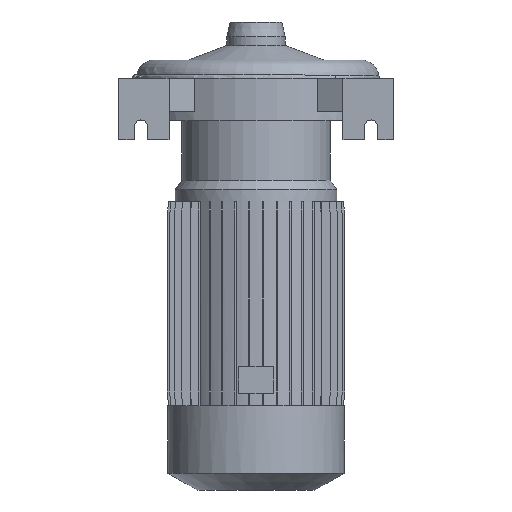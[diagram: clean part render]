
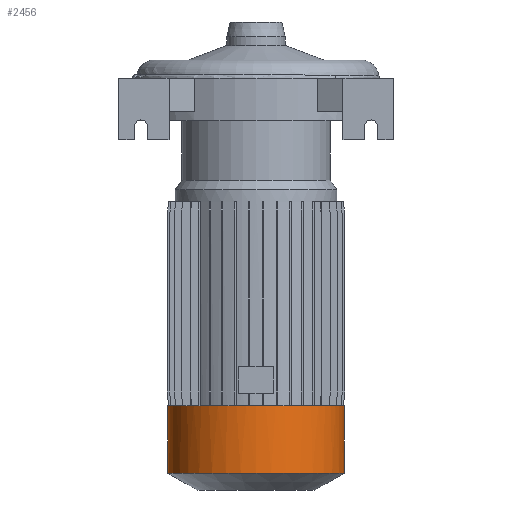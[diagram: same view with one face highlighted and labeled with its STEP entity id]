
A CAD part, front view. The second image highlights one B-rep face of the part: STEP entity #2456.
In plain terms, the highlighted cylindrical face has radius 78.5 mm (diameter 157 mm), a partial arc.
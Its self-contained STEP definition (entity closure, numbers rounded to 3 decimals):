
#3 = DIRECTION ( 'NONE',  ( 0., 0., 1. ) ) ;
#212 = EDGE_LOOP ( 'NONE', ( #437, #6251, #464, #4514 ) ) ;
#277 = DIRECTION ( 'NONE',  ( 0., 0., 1. ) ) ;
#437 = ORIENTED_EDGE ( 'NONE', *, *, #10851, .F. ) ;
#464 = ORIENTED_EDGE ( 'NONE', *, *, #4781, .T. ) ;
#509 = DIRECTION ( 'NONE',  ( 0., 0., 1. ) ) ;
#871 = VERTEX_POINT ( 'NONE', #3221 ) ;
#919 = CARTESIAN_POINT ( 'NONE',  ( 78.5, 0., -352. ) ) ;
#1184 = AXIS2_PLACEMENT_3D ( 'NONE', #10638, #277, #2287 ) ;
#1249 = EDGE_CURVE ( 'NONE', #3179, #871, #4051, .T. ) ;
#2287 = DIRECTION ( 'NONE',  ( 1., 0., 0. ) ) ;
#2391 = DIRECTION ( 'NONE',  ( 1., 0., 0. ) ) ;
#2456 = ADVANCED_FACE ( 'NONE', ( #7003 ), #10810, .T. ) ;
#2521 = VERTEX_POINT ( 'NONE', #919 ) ;
#3179 = VERTEX_POINT ( 'NONE', #10920 ) ;
#3221 = CARTESIAN_POINT ( 'NONE',  ( 78.5, 0., -292. ) ) ;
#4051 = CIRCLE ( 'NONE', #6620, 78.5 ) ;
#4060 = CARTESIAN_POINT ( 'NONE',  ( 78.5, 0., 50. ) ) ;
#4514 = ORIENTED_EDGE ( 'NONE', *, *, #1249, .F. ) ;
#4595 = CARTESIAN_POINT ( 'NONE',  ( 0., 0., -292. ) ) ;
#4781 = EDGE_CURVE ( 'NONE', #2521, #871, #6956, .T. ) ;
#5148 = CARTESIAN_POINT ( 'NONE',  ( 0., 0., 50. ) ) ;
#5747 = VECTOR ( 'NONE', #509, 1000. ) ;
#6189 = EDGE_CURVE ( 'NONE', #10385, #2521, #6487, .T. ) ;
#6251 = ORIENTED_EDGE ( 'NONE', *, *, #6189, .T. ) ;
#6487 = CIRCLE ( 'NONE', #1184, 78.5 ) ;
#6620 = AXIS2_PLACEMENT_3D ( 'NONE', #4595, #3, #8277 ) ;
#6956 = LINE ( 'NONE', #4060, #7632 ) ;
#7003 = FACE_OUTER_BOUND ( 'NONE', #212, .T. ) ;
#7090 = CARTESIAN_POINT ( 'NONE',  ( -78.5, 0., -352. ) ) ;
#7632 = VECTOR ( 'NONE', #8914, 1000. ) ;
#7981 = DIRECTION ( 'NONE',  ( 0., 0., 1. ) ) ;
#8277 = DIRECTION ( 'NONE',  ( 1., 0., 0. ) ) ;
#8914 = DIRECTION ( 'NONE',  ( 0., 0., 1. ) ) ;
#9844 = CARTESIAN_POINT ( 'NONE',  ( -78.5, 0., 50. ) ) ;
#10385 = VERTEX_POINT ( 'NONE', #7090 ) ;
#10638 = CARTESIAN_POINT ( 'NONE',  ( 0., 0., -352. ) ) ;
#10757 = LINE ( 'NONE', #9844, #5747 ) ;
#10810 = CYLINDRICAL_SURFACE ( 'NONE', #11806, 78.5 ) ;
#10851 = EDGE_CURVE ( 'NONE', #10385, #3179, #10757, .T. ) ;
#10920 = CARTESIAN_POINT ( 'NONE',  ( -78.5, 0., -292. ) ) ;
#11806 = AXIS2_PLACEMENT_3D ( 'NONE', #5148, #7981, #2391 ) ;
